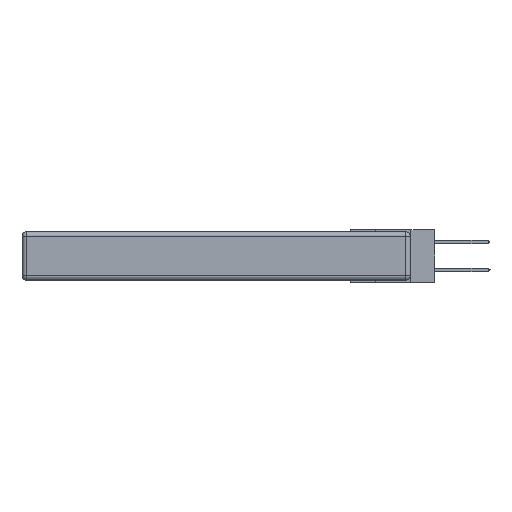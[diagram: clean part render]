
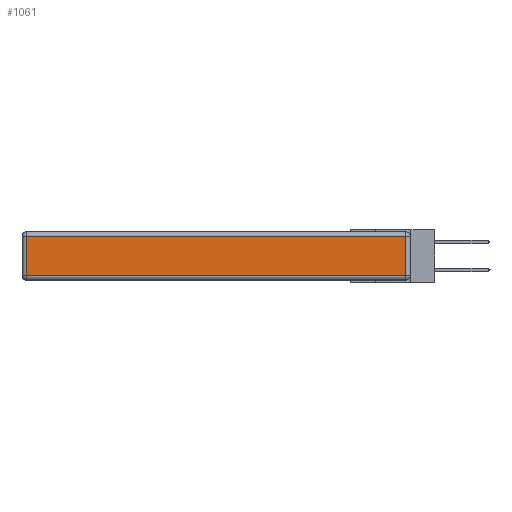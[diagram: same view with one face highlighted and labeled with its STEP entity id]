
A CAD part, left-side view. The second image highlights one B-rep face of the part: STEP entity #1061.
In plain terms, the highlighted planar face has unit normal (-1, 0, 0).
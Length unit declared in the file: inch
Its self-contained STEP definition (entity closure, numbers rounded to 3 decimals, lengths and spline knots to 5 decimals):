
#629 = VECTOR ( 'NONE', #2965, 39.37008 ) ;
#1061 = ADVANCED_FACE ( 'NONE', ( #8860 ), #25001, .T. ) ;
#1414 = CARTESIAN_POINT ( 'NONE',  ( 0., 2.72, -0.03 ) ) ;
#1621 = VERTEX_POINT ( 'NONE', #16314 ) ;
#1915 = DIRECTION ( 'NONE',  ( 0., 0., 1. ) ) ;
#2852 = CARTESIAN_POINT ( 'NONE',  ( 0., 0., -0.343 ) ) ;
#2965 = DIRECTION ( 'NONE',  ( 0., 0., -1. ) ) ;
#5381 = DIRECTION ( 'NONE',  ( 0., 1., 0. ) ) ;
#6342 = LINE ( 'NONE', #28652, #26945 ) ;
#7022 = CARTESIAN_POINT ( 'NONE',  ( 0., 0.03, -0.313 ) ) ;
#8109 = DIRECTION ( 'NONE',  ( 0., 0., 1. ) ) ;
#8661 = CARTESIAN_POINT ( 'NONE',  ( 0., 2.72, -0.313 ) ) ;
#8860 = FACE_OUTER_BOUND ( 'NONE', #24950, .T. ) ;
#9264 = ORIENTED_EDGE ( 'NONE', *, *, #20921, .T. ) ;
#12173 = DIRECTION ( 'NONE',  ( 0., -1., 0. ) ) ;
#13792 = EDGE_CURVE ( 'NONE', #27528, #18028, #6342, .T. ) ;
#14492 = LINE ( 'NONE', #24085, #30843 ) ;
#16238 = CARTESIAN_POINT ( 'NONE',  ( 0., 2.75, -0.03 ) ) ;
#16314 = CARTESIAN_POINT ( 'NONE',  ( 0., 0.03, -0.03 ) ) ;
#17103 = VERTEX_POINT ( 'NONE', #1414 ) ;
#18028 = VERTEX_POINT ( 'NONE', #7022 ) ;
#18684 = ORIENTED_EDGE ( 'NONE', *, *, #27781, .T. ) ;
#20134 = ORIENTED_EDGE ( 'NONE', *, *, #13792, .T. ) ;
#20921 = EDGE_CURVE ( 'NONE', #17103, #27528, #30229, .T. ) ;
#20951 = LINE ( 'NONE', #16238, #35141 ) ;
#22184 = AXIS2_PLACEMENT_3D ( 'NONE', #2852, #22261, #8109 ) ;
#22261 = DIRECTION ( 'NONE',  ( -1., 0., 0. ) ) ;
#22644 = ORIENTED_EDGE ( 'NONE', *, *, #28034, .T. ) ;
#24085 = CARTESIAN_POINT ( 'NONE',  ( 0., 0.03, -0.343 ) ) ;
#24950 = EDGE_LOOP ( 'NONE', ( #20134, #18684, #22644, #9264 ) ) ;
#25001 = PLANE ( 'NONE',  #22184 ) ;
#25541 = CARTESIAN_POINT ( 'NONE',  ( 0., 2.72, -0.343 ) ) ;
#26945 = VECTOR ( 'NONE', #12173, 39.37008 ) ;
#27528 = VERTEX_POINT ( 'NONE', #8661 ) ;
#27781 = EDGE_CURVE ( 'NONE', #18028, #1621, #14492, .T. ) ;
#28034 = EDGE_CURVE ( 'NONE', #1621, #17103, #20951, .T. ) ;
#28652 = CARTESIAN_POINT ( 'NONE',  ( 0., 0., -0.313 ) ) ;
#30229 = LINE ( 'NONE', #25541, #629 ) ;
#30843 = VECTOR ( 'NONE', #1915, 39.37008 ) ;
#35141 = VECTOR ( 'NONE', #5381, 39.37008 ) ;
